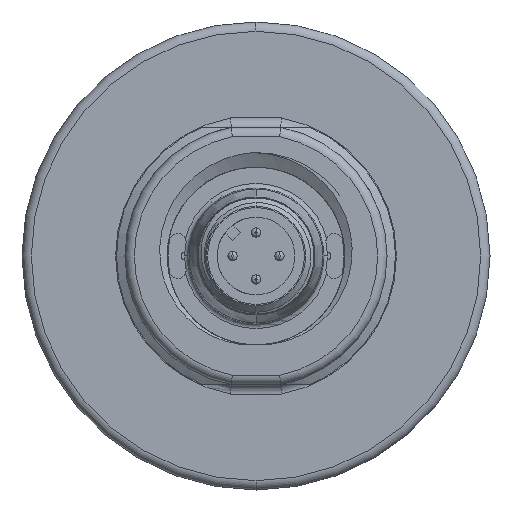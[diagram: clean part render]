
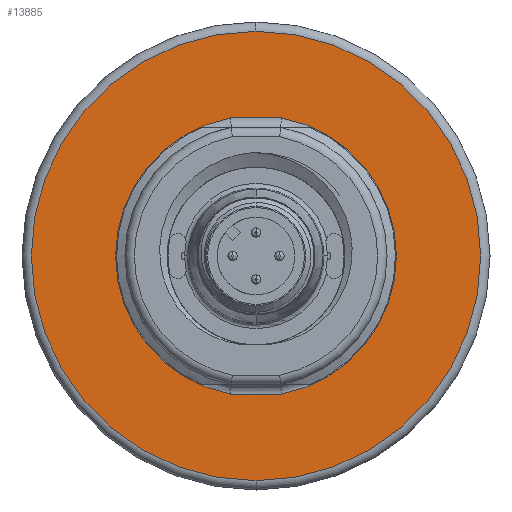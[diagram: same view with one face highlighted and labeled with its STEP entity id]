
A CAD part, front view. The second image highlights one B-rep face of the part: STEP entity #13885.
In plain terms, the highlighted planar face has unit normal (0, -1, 0).
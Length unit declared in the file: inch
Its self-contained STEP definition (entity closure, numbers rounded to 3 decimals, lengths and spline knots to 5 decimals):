
#1534=CARTESIAN_POINT('',(0.,-0.11811,0.));
#1535=DIRECTION('',(0.,1.,0.));
#1536=DIRECTION('',(0.,0.,-1.));
#1537=AXIS2_PLACEMENT_3D('',#1534,#1535,#1536);
#1539=CARTESIAN_POINT('',(0.,-0.11811,0.));
#1540=DIRECTION('',(0.,1.,0.));
#1541=DIRECTION('',(0.,0.,1.));
#1542=AXIS2_PLACEMENT_3D('',#1539,#1540,#1541);
#1544=CARTESIAN_POINT('',(0.,-0.11811,0.));
#1545=DIRECTION('',(0.,-1.,0.));
#1546=DIRECTION('',(-0.182,0.,0.983));
#1547=AXIS2_PLACEMENT_3D('',#1544,#1545,#1546);
#1549=DIRECTION('',(1.,0.,0.));
#1550=VECTOR('',#1549,0.21474);
#1551=CARTESIAN_POINT('',(-0.10737,-0.11811,
-0.58071));
#1552=LINE('',#1551,#1550);
#1553=CARTESIAN_POINT('',(0.,-0.11811,0.));
#1554=DIRECTION('',(0.,-1.,0.));
#1555=DIRECTION('',(0.182,0.,-0.983));
#1556=AXIS2_PLACEMENT_3D('',#1553,#1554,#1555);
#1558=DIRECTION('',(-1.,0.,0.));
#1559=VECTOR('',#1558,0.21474);
#1560=CARTESIAN_POINT('',(0.10737,-0.11811,
0.58071));
#1561=LINE('',#1560,#1559);
#11506=CARTESIAN_POINT('',(-0.10737,-0.11811,
0.58071));
#11507=CARTESIAN_POINT('',(-0.10737,-0.11811,
-0.58071));
#11508=VERTEX_POINT('',#11506);
#11509=VERTEX_POINT('',#11507);
#11514=CARTESIAN_POINT('',(0.10737,-0.11811,
-0.58071));
#11515=CARTESIAN_POINT('',(0.10737,-0.11811,
0.58071));
#11516=VERTEX_POINT('',#11514);
#11517=VERTEX_POINT('',#11515);
#11542=CARTESIAN_POINT('',(0.,-0.11811,-0.94488));
#11543=CARTESIAN_POINT('',(0.,-0.11811,0.94488));
#11544=VERTEX_POINT('',#11542);
#11545=VERTEX_POINT('',#11543);
#13866=CARTESIAN_POINT('',(0.,-0.11811,0.));
#13867=DIRECTION('',(0.,-1.,0.));
#13868=DIRECTION('',(0.,0.,1.));
#13869=AXIS2_PLACEMENT_3D('',#13866,#13867,#13868);
#13870=PLANE('',#13869);
#13871=ORIENTED_EDGE('',*,*,#13860,.T.);
#13872=ORIENTED_EDGE('',*,*,#13846,.T.);
#13873=EDGE_LOOP('',(#13871,#13872));
#13874=FACE_OUTER_BOUND('',#13873,.F.);
#13876=ORIENTED_EDGE('',*,*,#13875,.T.);
#13878=ORIENTED_EDGE('',*,*,#13877,.T.);
#13880=ORIENTED_EDGE('',*,*,#13879,.T.);
#13882=ORIENTED_EDGE('',*,*,#13881,.T.);
#13883=EDGE_LOOP('',(#13876,#13878,#13880,#13882));
#13884=FACE_BOUND('',#13883,.F.);
#13885=ADVANCED_FACE('',(#13874,#13884),#13870,.T.);
#1538=CIRCLE('',#1537,0.94488);
#1543=CIRCLE('',#1542,0.94488);
#1548=CIRCLE('',#1547,0.59055);
#1557=CIRCLE('',#1556,0.59055);
#13846=EDGE_CURVE('',#11545,#11544,#1543,.T.);
#13860=EDGE_CURVE('',#11544,#11545,#1538,.T.);
#13875=EDGE_CURVE('',#11508,#11509,#1548,.T.);
#13877=EDGE_CURVE('',#11509,#11516,#1552,.T.);
#13879=EDGE_CURVE('',#11516,#11517,#1557,.T.);
#13881=EDGE_CURVE('',#11517,#11508,#1561,.T.);
